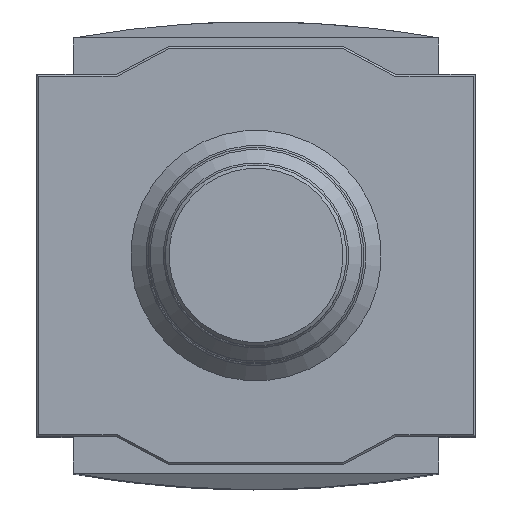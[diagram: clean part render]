
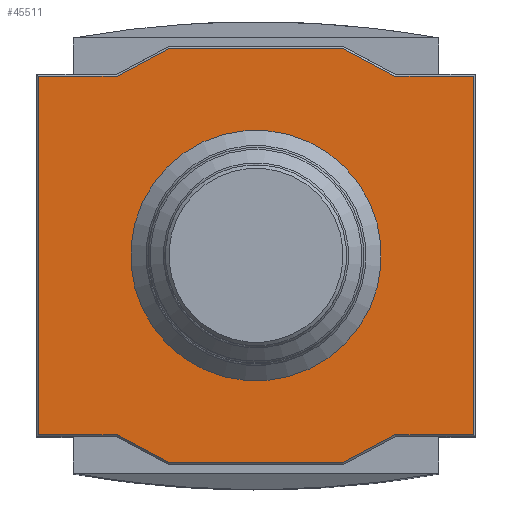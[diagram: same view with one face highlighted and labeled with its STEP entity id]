
A CAD part, top view. The second image highlights one B-rep face of the part: STEP entity #45511.
In plain terms, the highlighted planar face has unit normal (0, 0, 1).
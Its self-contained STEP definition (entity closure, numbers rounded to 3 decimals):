
#23848=CARTESIAN_POINT('',(17.932,-1.558,37.5));
#23849=VERTEX_POINT('',#23848);
#23850=CARTESIAN_POINT('',(0.,0.,37.5));
#23851=DIRECTION('',(0.0,0.0,-1.0));
#23852=DIRECTION('',(0.996,-0.087,0.0));
#23853=AXIS2_PLACEMENT_3D('',#23850,#23851,#23852);
#23854=CIRCLE('',#23853,18.0);
#23855=EDGE_CURVE('',#23849,#23849,#23854,.T.);
#45405=CARTESIAN_POINT('',(0.,0.,37.5));
#45406=DIRECTION('',(0.0,0.0,1.0));
#45407=DIRECTION('',(1.0,0.0,0.0));
#45408=AXIS2_PLACEMENT_3D('',#45405,#45406,#45407);
#45409=PLANE('',#45408);
#45410=CARTESIAN_POINT('',(19.937,25.75,37.5));
#45411=VERTEX_POINT('',#45410);
#45412=CARTESIAN_POINT('',(31.25,25.75,37.5));
#45413=VERTEX_POINT('',#45412);
#45414=CARTESIAN_POINT('',(19.937,25.75,37.5));
#45415=DIRECTION('',(1.0,0.0,0.0));
#45416=VECTOR('',#45415,11.313);
#45417=LINE('',#45414,#45416);
#45418=EDGE_CURVE('',#45411,#45413,#45417,.T.);
#45419=ORIENTED_EDGE('',*,*,#45418,.F.);
#45420=CARTESIAN_POINT('',(12.438,29.75,37.5));
#45421=VERTEX_POINT('',#45420);
#45422=CARTESIAN_POINT('',(12.438,29.75,37.5));
#45423=DIRECTION('',(0.882,-0.471,0.0));
#45424=VECTOR('',#45423,8.5);
#45425=LINE('',#45422,#45424);
#45426=EDGE_CURVE('',#45421,#45411,#45425,.T.);
#45427=ORIENTED_EDGE('',*,*,#45426,.F.);
#45428=CARTESIAN_POINT('',(-12.438,29.75,37.5));
#45429=VERTEX_POINT('',#45428);
#45430=CARTESIAN_POINT('',(-12.438,29.75,37.5));
#45431=DIRECTION('',(1.0,0.0,0.0));
#45432=VECTOR('',#45431,24.875);
#45433=LINE('',#45430,#45432);
#45434=EDGE_CURVE('',#45429,#45421,#45433,.T.);
#45435=ORIENTED_EDGE('',*,*,#45434,.F.);
#45436=CARTESIAN_POINT('',(-19.938,25.75,37.5));
#45437=VERTEX_POINT('',#45436);
#45438=CARTESIAN_POINT('',(-19.938,25.75,37.5));
#45439=DIRECTION('',(0.882,0.471,0.0));
#45440=VECTOR('',#45439,8.5);
#45441=LINE('',#45438,#45440);
#45442=EDGE_CURVE('',#45437,#45429,#45441,.T.);
#45443=ORIENTED_EDGE('',*,*,#45442,.F.);
#45444=CARTESIAN_POINT('',(-31.25,25.75,37.5));
#45445=VERTEX_POINT('',#45444);
#45446=CARTESIAN_POINT('',(-31.25,25.75,37.5));
#45447=DIRECTION('',(1.0,0.0,0.0));
#45448=VECTOR('',#45447,11.312);
#45449=LINE('',#45446,#45448);
#45450=EDGE_CURVE('',#45445,#45437,#45449,.T.);
#45451=ORIENTED_EDGE('',*,*,#45450,.F.);
#45452=CARTESIAN_POINT('',(-31.25,-25.75,37.5));
#45453=VERTEX_POINT('',#45452);
#45454=CARTESIAN_POINT('',(-31.25,-25.75,37.5));
#45455=DIRECTION('',(0.0,1.0,0.0));
#45456=VECTOR('',#45455,51.5);
#45457=LINE('',#45454,#45456);
#45458=EDGE_CURVE('',#45453,#45445,#45457,.T.);
#45459=ORIENTED_EDGE('',*,*,#45458,.F.);
#45460=CARTESIAN_POINT('',(-19.937,-25.75,37.5));
#45461=VERTEX_POINT('',#45460);
#45462=CARTESIAN_POINT('',(-19.937,-25.75,37.5));
#45463=DIRECTION('',(-1.0,0.0,0.0));
#45464=VECTOR('',#45463,11.313);
#45465=LINE('',#45462,#45464);
#45466=EDGE_CURVE('',#45461,#45453,#45465,.T.);
#45467=ORIENTED_EDGE('',*,*,#45466,.F.);
#45468=CARTESIAN_POINT('',(-12.437,-29.75,37.5));
#45469=VERTEX_POINT('',#45468);
#45470=CARTESIAN_POINT('',(-12.437,-29.75,37.5));
#45471=DIRECTION('',(-0.882,0.471,0.0));
#45472=VECTOR('',#45471,8.5);
#45473=LINE('',#45470,#45472);
#45474=EDGE_CURVE('',#45469,#45461,#45473,.T.);
#45475=ORIENTED_EDGE('',*,*,#45474,.F.);
#45476=CARTESIAN_POINT('',(12.437,-29.75,37.5));
#45477=VERTEX_POINT('',#45476);
#45478=CARTESIAN_POINT('',(12.437,-29.75,37.5));
#45479=DIRECTION('',(-1.0,0.0,0.0));
#45480=VECTOR('',#45479,24.875);
#45481=LINE('',#45478,#45480);
#45482=EDGE_CURVE('',#45477,#45469,#45481,.T.);
#45483=ORIENTED_EDGE('',*,*,#45482,.F.);
#45484=CARTESIAN_POINT('',(19.937,-25.75,37.5));
#45485=VERTEX_POINT('',#45484);
#45486=CARTESIAN_POINT('',(19.937,-25.75,37.5));
#45487=DIRECTION('',(-0.882,-0.471,0.0));
#45488=VECTOR('',#45487,8.5);
#45489=LINE('',#45486,#45488);
#45490=EDGE_CURVE('',#45485,#45477,#45489,.T.);
#45491=ORIENTED_EDGE('',*,*,#45490,.F.);
#45492=CARTESIAN_POINT('',(31.25,-25.75,37.5));
#45493=VERTEX_POINT('',#45492);
#45494=CARTESIAN_POINT('',(31.25,-25.75,37.5));
#45495=DIRECTION('',(-1.0,0.0,0.0));
#45496=VECTOR('',#45495,11.313);
#45497=LINE('',#45494,#45496);
#45498=EDGE_CURVE('',#45493,#45485,#45497,.T.);
#45499=ORIENTED_EDGE('',*,*,#45498,.F.);
#45500=CARTESIAN_POINT('',(31.25,25.75,37.5));
#45501=DIRECTION('',(0.0,-1.0,0.0));
#45502=VECTOR('',#45501,51.5);
#45503=LINE('',#45500,#45502);
#45504=EDGE_CURVE('',#45413,#45493,#45503,.T.);
#45505=ORIENTED_EDGE('',*,*,#45504,.F.);
#45506=EDGE_LOOP('',(#45419,#45427,#45435,#45443,#45451,#45459,#45467,#45475,#45483,#45491,#45499,#45505));
#45507=FACE_OUTER_BOUND('',#45506,.T.);
#45508=ORIENTED_EDGE('',*,*,#23855,.T.);
#45509=EDGE_LOOP('',(#45508));
#45510=FACE_BOUND('',#45509,.T.);
#45511=ADVANCED_FACE('',(#45507,#45510),#45409,.T.);
